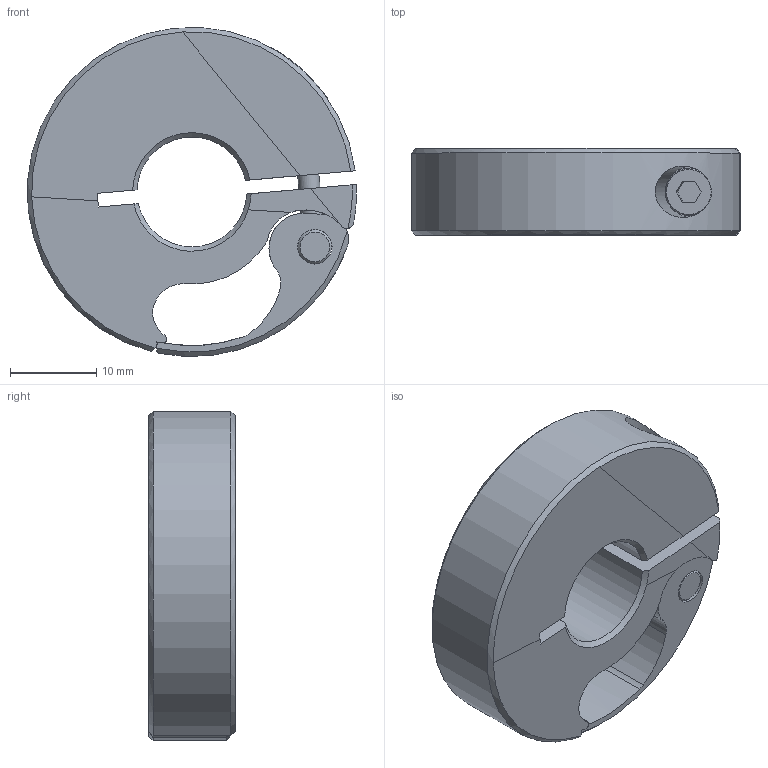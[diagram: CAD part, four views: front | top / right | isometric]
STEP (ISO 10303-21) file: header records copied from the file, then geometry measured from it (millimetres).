
FILE_DESCRIPTION(/* description */ (''),/* implementation_level */ '2;1');
FILE_NAME(/* name */ 'QCL-8-A.stp',/* time_stamp */ '2019-12-09T12:54:20-08:00',/* author */ ('Phillips Lenovo'),/* organization */ ('Autodesk Inc.'),/* preprocessor_version */ 'ST-DEVELOPER v18',/* originating_system */ 'Autodesk Inventor 2020',/* authorisation */ '');
FILE_SCHEMA (('AUTOMOTIVE_DESIGN { 1 0 10303 214 3 1 1 }'));
Length unit declared in the file: inch
Products named in the file (1): QCL-8-A
Bounding box: 38.05 x 10 x 38.06 mm (x, y, z)
Volume: 8311.6 mm3; surface area: 4771.7 mm2
Topology: 1 solids, 1 shells, 93 faces, 277 edges, 183 vertices
Faces by surface type: plane 41, cylinder 38, cone 14
Full cylindrical faces by diameter (mm): 2.45 x1, 3.251 x2, 3.937 x1, 3.969 x2, 5.5 x1, 5.951 x1
Entity records: 3568 total; most frequent: CARTESIAN_POINT 903, ORIENTED_EDGE 554, DIRECTION 541, EDGE_CURVE 277, AXIS2_PLACEMENT_3D 208, VERTEX_POINT 183, LINE 125, VECTOR 125
